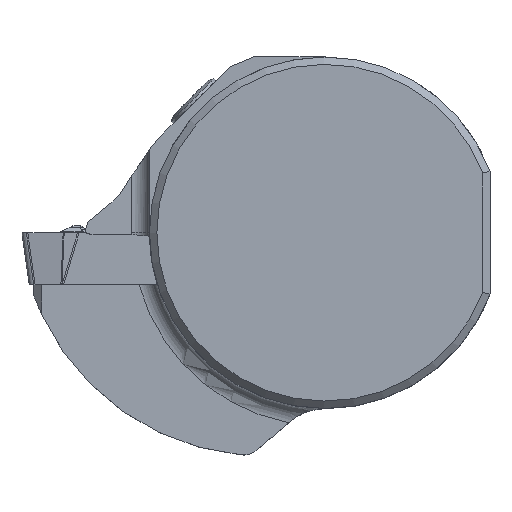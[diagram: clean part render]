
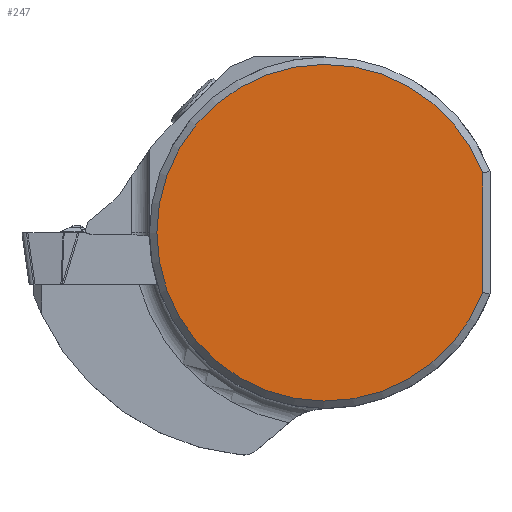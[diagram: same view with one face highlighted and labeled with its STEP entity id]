
A CAD part, top view. The second image highlights one B-rep face of the part: STEP entity #247.
In plain terms, the highlighted planar face has unit normal (0, 0, 1).
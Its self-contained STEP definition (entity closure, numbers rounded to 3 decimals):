
#247=ADVANCED_FACE('',(#395),#318,.F.);
#318=PLANE('',#2115);
#395=FACE_OUTER_BOUND('',#497,.T.);
#497=EDGE_LOOP('',(#1255,#1256));
#574=CIRCLE('',#2112,15.325);
#673=LINE('',#3849,#815);
#815=VECTOR('',#2404,1.);
#1255=ORIENTED_EDGE('',*,*,#1741,.T.);
#1256=ORIENTED_EDGE('',*,*,#1799,.T.);
#1518=VERTEX_POINT('',#3848);
#1519=VERTEX_POINT('',#3850);
#1741=EDGE_CURVE('',#1519,#1518,#673,.T.);
#1799=EDGE_CURVE('',#1518,#1519,#574,.T.);
#2112=AXIS2_PLACEMENT_3D('',#4007,#2512,#2513);
#2115=AXIS2_PLACEMENT_3D('',#4010,#2518,#2519);
#2404=DIRECTION('',(0.,1.,0.));
#2512=DIRECTION('',(0.,0.,1.));
#2513=DIRECTION('',(-1.,0.,0.));
#2518=DIRECTION('',(0.,0.,-1.));
#2519=DIRECTION('',(-1.,0.,0.));
#3848=CARTESIAN_POINT('',(14.325,5.445,0.));
#3849=CARTESIAN_POINT('',(14.325,16.,0.));
#3850=CARTESIAN_POINT('',(14.325,-5.445,0.));
#4007=CARTESIAN_POINT('',(0.,0.,0.));
#4010=CARTESIAN_POINT('',(0.,0.,0.));
